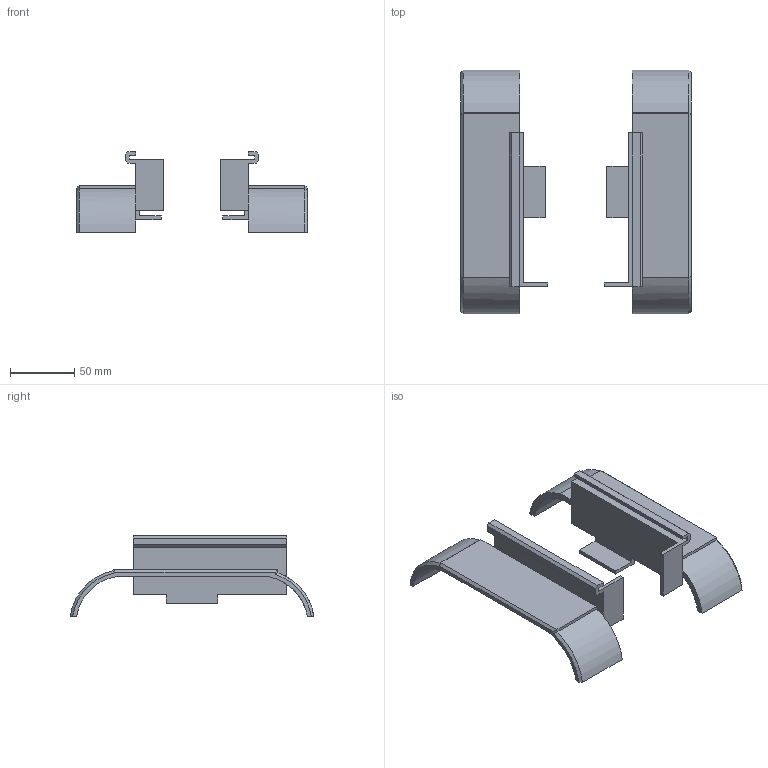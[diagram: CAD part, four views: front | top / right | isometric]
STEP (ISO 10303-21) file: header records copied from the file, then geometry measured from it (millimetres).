
FILE_DESCRIPTION(('HOOPS Exchange Step'),'2;1');
FILE_NAME('temp_export','2025-05-07T16:35:13+07:00',('ADMIN'),('Shapr3D Limited'),'HOOPS Exchange 2024.8','Shapr3D','Authorized');
FILE_SCHEMA( ('AP203_CONFIGURATION_CONTROLLED_3D_DESIGN_OF_MECHANICAL_PARTS_AND_ASSEMBLIES_MIM_LF') );
Length unit declared in the file: millimetre
Products named in the file (1): root
Bounding box: 180 x 190.15 x 63 mm (x, y, z)
Volume: 152951.8 mm3; surface area: 80307.3 mm2
Topology: 2 solids, 2 shells, 86 faces, 230 edges, 148 vertices
Faces by surface type: plane 70, cylinder 12, cone 4
Entity records: 2669 total; most frequent: CARTESIAN_POINT 489, ORIENTED_EDGE 460, DIRECTION 428, EDGE_CURVE 230, VECTOR 190, LINE 190, VERTEX_POINT 148, AXIS2_PLACEMENT_3D 119
